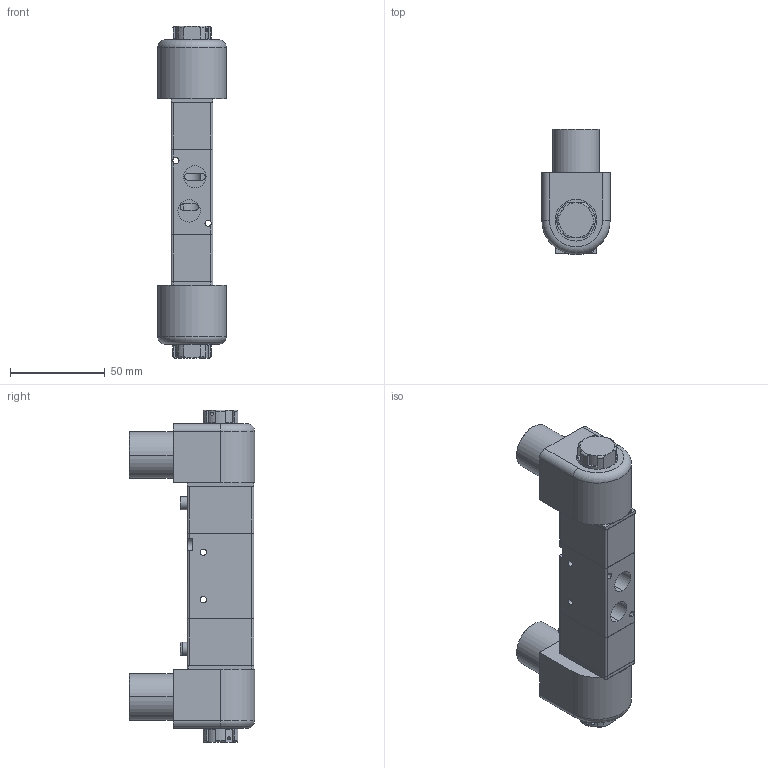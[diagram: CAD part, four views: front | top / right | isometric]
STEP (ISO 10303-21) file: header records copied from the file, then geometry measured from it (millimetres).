
FILE_DESCRIPTION (( 'STEP AP203' ), '1' );
FILE_NAME ('3V220-08-E.step', '2016-11-16T22:58:51', ( '' ), ( '' ), 'SwSTEP 2.0', 'SolidWorks 2016', '' );
FILE_SCHEMA (( 'CONFIG_CONTROL_DESIGN' ));
Length unit declared in the file: millimetre
Products named in the file (1): 3V220-08-E
Bounding box: 36 x 66 x 175.05 mm (x, y, z)
Volume: 163441.3 mm3; surface area: 45519.2 mm2
Topology: 9 solids, 10 shells, 479 faces, 1261 edges, 827 vertices
Faces by surface type: cylinder 219, plane 218, cone 20, bspline 20, torus 2
Entity records: 29224 total; most frequent: CARTESIAN_POINT 17367, ORIENTED_EDGE 2518, DIRECTION 2415, EDGE_CURVE 1259, AXIS2_PLACEMENT_3D 897, VERTEX_POINT 827, LINE 621, VECTOR 621
